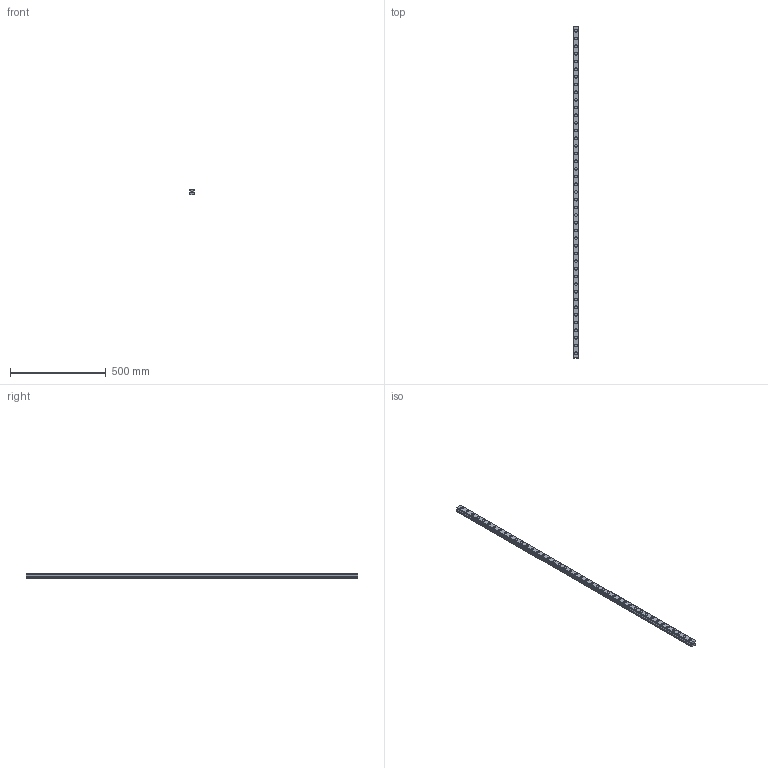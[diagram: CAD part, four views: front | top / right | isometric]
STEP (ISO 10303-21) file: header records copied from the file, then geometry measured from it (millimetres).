
FILE_DESCRIPTION(('STEP AP214'),'1');
FILE_NAME('cctmp_9952885B-4119-4B47-B391-D68CA637C2DF_2021_03_11_15_59_01_0983..stp','2021-03-11T14:59:02',('HIWIN GmbH'),('CADClick - www.CADClick.com'),'Spatial InterOp 3D',' ','unknown authorization');
FILE_SCHEMA(('AUTOMOTIVE_DESIGN'));
Length unit declared in the file: millimetre
Products named in the file (1): RGR30R1730H_FILE
Bounding box: 28 x 1730 x 28 mm (x, y, z)
Volume: 993454.7 mm3; surface area: 256855.2 mm2
Topology: 1 solids, 1 shells, 502 faces, 1101 edges, 734 vertices
Faces by surface type: cylinder 276, plane 226
Entity records: 18057 total; most frequent: DIRECTION 2659, CARTESIAN_POINT 2338, ORIENTED_EDGE 2202, EDGE_CURVE 1101, AXIS2_PLACEMENT_3D 1055, VERTEX_POINT 734, EDGE_LOOP 635, CIRCLE 552
